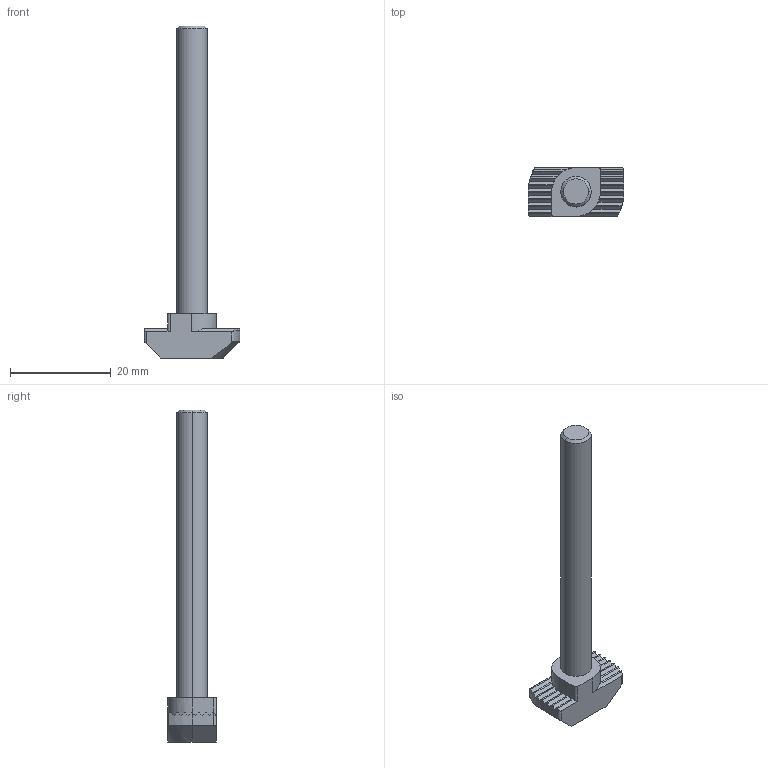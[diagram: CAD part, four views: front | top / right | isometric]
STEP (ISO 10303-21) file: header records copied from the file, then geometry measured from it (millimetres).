
FILE_DESCRIPTION (( 'STEP AP214' ), '1' );
FILE_NAME ('096hk1030m0660.STEP', '2014-08-18T13:46:07', ( '' ), ( '' ), 'SwSTEP 2.0', 'SolidWorks 2014', '' );
FILE_SCHEMA (( 'AUTOMOTIVE_DESIGN' ));
Length unit declared in the file: millimetre
Products named in the file (1): 096hk1030m0660
Bounding box: 19 x 9.7 x 65.81 mm (x, y, z)
Volume: 2769 mm3; surface area: 1808.9 mm2
Topology: 1 solids, 1 shells, 69 faces, 194 edges, 128 vertices
Faces by surface type: plane 39, cylinder 26, cone 4
Entity records: 2295 total; most frequent: CARTESIAN_POINT 603, ORIENTED_EDGE 388, DIRECTION 304, EDGE_CURVE 194, VERTEX_POINT 128, LINE 106, VECTOR 106, AXIS2_PLACEMENT_3D 99
